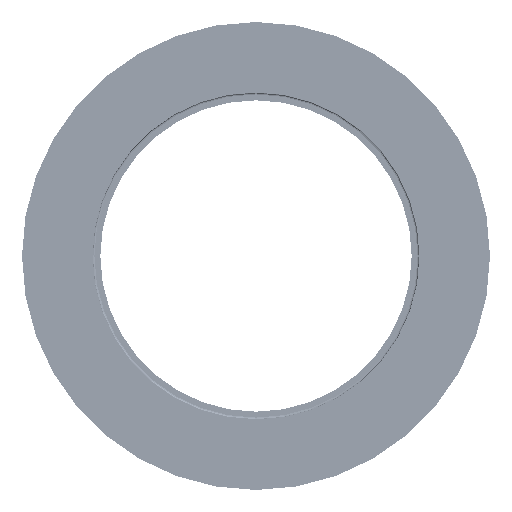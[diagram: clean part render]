
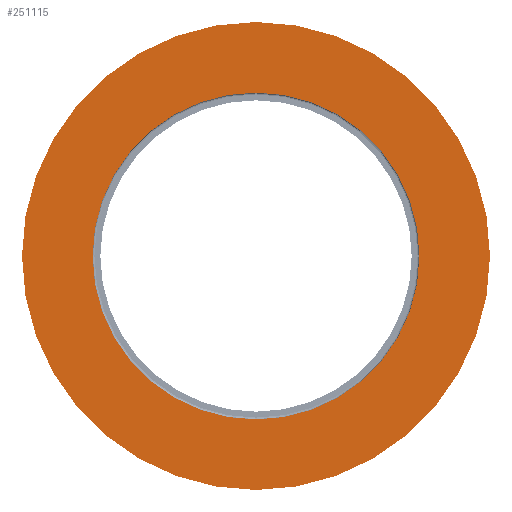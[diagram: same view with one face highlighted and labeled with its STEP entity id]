
A CAD part, left-side view. The second image highlights one B-rep face of the part: STEP entity #251115.
In plain terms, the highlighted planar face has unit normal (-1, 0, 0).
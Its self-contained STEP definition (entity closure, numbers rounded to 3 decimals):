
#8605 = DIRECTION ( 'NONE',  ( 0., 0., 1. ) ) ;
#8648 = VERTEX_POINT ( 'NONE', #229799 ) ;
#10940 = PLANE ( 'NONE',  #416922 ) ;
#17752 = ORIENTED_EDGE ( 'NONE', *, *, #436829, .F. ) ;
#21617 = EDGE_CURVE ( 'NONE', #420733, #210815, #361646, .T. ) ;
#32953 = CARTESIAN_POINT ( 'NONE',  ( 0., 0., 0. ) ) ;
#64829 = AXIS2_PLACEMENT_3D ( 'NONE', #422399, #210882, #457526 ) ;
#68609 = DIRECTION ( 'NONE',  ( 0., 0., 1. ) ) ;
#137720 = ORIENTED_EDGE ( 'NONE', *, *, #303767, .F. ) ;
#152799 = DIRECTION ( 'NONE',  ( 1., 0., 0. ) ) ;
#196662 = AXIS2_PLACEMENT_3D ( 'NONE', #32953, #279371, #68609 ) ;
#210815 = VERTEX_POINT ( 'NONE', #246735 ) ;
#210882 = DIRECTION ( 'NONE',  ( -1., 0., 0. ) ) ;
#216338 = CARTESIAN_POINT ( 'NONE',  ( 0., 0., 37.5 ) ) ;
#219695 = DIRECTION ( 'NONE',  ( -1., 0., 0. ) ) ;
#229799 = CARTESIAN_POINT ( 'NONE',  ( 0., 0., 26.2 ) ) ;
#246735 = CARTESIAN_POINT ( 'NONE',  ( 0., 0., -37.5 ) ) ;
#251115 = ADVANCED_FACE ( 'NONE', ( #398557, #304575 ), #10940, .F. ) ;
#264705 = DIRECTION ( 'NONE',  ( 0., 0., 1. ) ) ;
#265263 = DIRECTION ( 'NONE',  ( -1., 0., 0. ) ) ;
#265701 = CARTESIAN_POINT ( 'NONE',  ( 0., 0., 0. ) ) ;
#279371 = DIRECTION ( 'NONE',  ( -1., 0., 0. ) ) ;
#288409 = ORIENTED_EDGE ( 'NONE', *, *, #21617, .T. ) ;
#291343 = ORIENTED_EDGE ( 'NONE', *, *, #440712, .T. ) ;
#298518 = AXIS2_PLACEMENT_3D ( 'NONE', #265701, #265263, #264705 ) ;
#303767 = EDGE_CURVE ( 'NONE', #8648, #345187, #440291, .T. ) ;
#304575 = FACE_OUTER_BOUND ( 'NONE', #450310, .T. ) ;
#345187 = VERTEX_POINT ( 'NONE', #366742 ) ;
#351148 = CIRCLE ( 'NONE', #365795, 37.5 ) ;
#361646 = CIRCLE ( 'NONE', #298518, 37.5 ) ;
#364161 = CARTESIAN_POINT ( 'NONE',  ( 0., 26.2, 0. ) ) ;
#365795 = AXIS2_PLACEMENT_3D ( 'NONE', #431214, #219695, #8605 ) ;
#366742 = CARTESIAN_POINT ( 'NONE',  ( 0., 0., -26.2 ) ) ;
#398557 = FACE_BOUND ( 'NONE', #448615, .T. ) ;
#399643 = DIRECTION ( 'NONE',  ( 0., 0., -1. ) ) ;
#408107 = CIRCLE ( 'NONE', #64829, 26.2 ) ;
#416922 = AXIS2_PLACEMENT_3D ( 'NONE', #364161, #152799, #399643 ) ;
#420733 = VERTEX_POINT ( 'NONE', #216338 ) ;
#422399 = CARTESIAN_POINT ( 'NONE',  ( 0., 0., 0. ) ) ;
#431214 = CARTESIAN_POINT ( 'NONE',  ( 0., 0., 0. ) ) ;
#436829 = EDGE_CURVE ( 'NONE', #345187, #8648, #408107, .T. ) ;
#440291 = CIRCLE ( 'NONE', #196662, 26.2 ) ;
#440712 = EDGE_CURVE ( 'NONE', #210815, #420733, #351148, .T. ) ;
#448615 = EDGE_LOOP ( 'NONE', ( #137720, #17752 ) ) ;
#450310 = EDGE_LOOP ( 'NONE', ( #288409, #291343 ) ) ;
#457526 = DIRECTION ( 'NONE',  ( 0., 0., 1. ) ) ;
